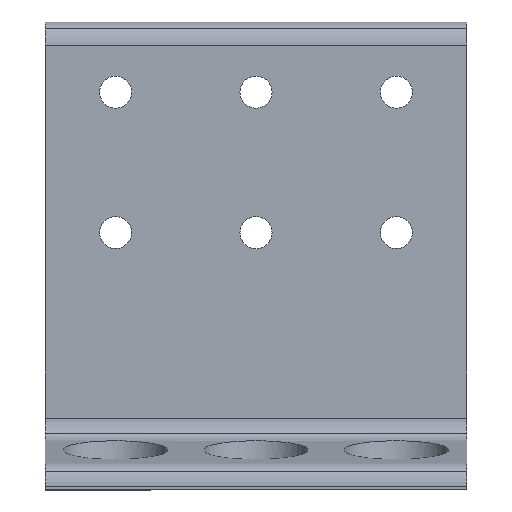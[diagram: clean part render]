
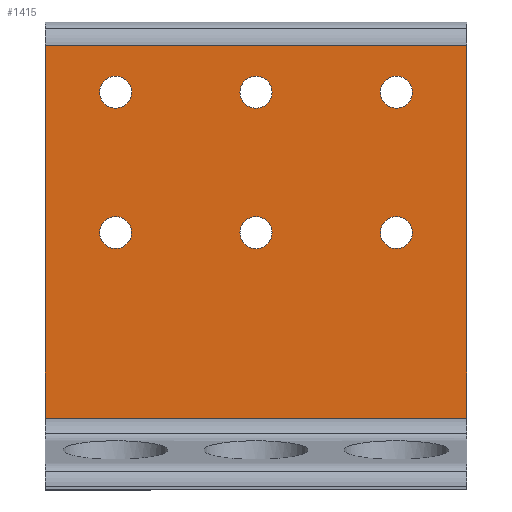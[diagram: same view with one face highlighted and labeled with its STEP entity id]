
A CAD part, front view. The second image highlights one B-rep face of the part: STEP entity #1415.
In plain terms, the highlighted planar face has unit normal (0, -1, 0).
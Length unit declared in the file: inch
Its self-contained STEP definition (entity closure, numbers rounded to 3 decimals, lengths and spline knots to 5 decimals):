
#187=CARTESIAN_POINT('',(4.5,-0.25,0.76835));
#188=VERTEX_POINT('',#187);
#196=CARTESIAN_POINT('',(0.0,-0.25,0.76835));
#197=VERTEX_POINT('',#196);
#198=CARTESIAN_POINT('',(4.5,-0.25,0.76835));
#199=DIRECTION('',(-1.0,0.0,0.0));
#200=VECTOR('',#199,4.5);
#201=LINE('',#198,#200);
#202=EDGE_CURVE('',#188,#197,#201,.T.);
#261=CARTESIAN_POINT('',(3.921,-0.25,4.25));
#262=VERTEX_POINT('',#261);
#271=CARTESIAN_POINT('',(3.579,-0.25,4.25));
#272=VERTEX_POINT('',#271);
#273=CARTESIAN_POINT('',(3.75,-0.25,4.25));
#274=DIRECTION('',(0.0,1.0,0.0));
#275=DIRECTION('',(1.0,0.0,0.0));
#276=AXIS2_PLACEMENT_3D('',#273,#274,#275);
#277=CIRCLE('',#276,0.171);
#278=EDGE_CURVE('',#272,#262,#277,.T.);
#303=CARTESIAN_POINT('',(2.421,-0.25,4.25));
#304=VERTEX_POINT('',#303);
#313=CARTESIAN_POINT('',(2.079,-0.25,4.25));
#314=VERTEX_POINT('',#313);
#315=CARTESIAN_POINT('',(2.25,-0.25,4.25));
#316=DIRECTION('',(0.0,1.0,0.0));
#317=DIRECTION('',(1.0,0.0,0.0));
#318=AXIS2_PLACEMENT_3D('',#315,#316,#317);
#319=CIRCLE('',#318,0.171);
#320=EDGE_CURVE('',#314,#304,#319,.T.);
#345=CARTESIAN_POINT('',(3.921,-0.25,2.75));
#346=VERTEX_POINT('',#345);
#355=CARTESIAN_POINT('',(3.579,-0.25,2.75));
#356=VERTEX_POINT('',#355);
#357=CARTESIAN_POINT('',(3.75,-0.25,2.75));
#358=DIRECTION('',(0.0,1.0,0.0));
#359=DIRECTION('',(1.0,0.0,0.0));
#360=AXIS2_PLACEMENT_3D('',#357,#358,#359);
#361=CIRCLE('',#360,0.171);
#362=EDGE_CURVE('',#356,#346,#361,.T.);
#387=CARTESIAN_POINT('',(2.421,-0.25,2.75));
#388=VERTEX_POINT('',#387);
#397=CARTESIAN_POINT('',(2.079,-0.25,2.75));
#398=VERTEX_POINT('',#397);
#399=CARTESIAN_POINT('',(2.25,-0.25,2.75));
#400=DIRECTION('',(0.0,1.0,0.0));
#401=DIRECTION('',(1.0,0.0,0.0));
#402=AXIS2_PLACEMENT_3D('',#399,#400,#401);
#403=CIRCLE('',#402,0.171);
#404=EDGE_CURVE('',#398,#388,#403,.T.);
#429=CARTESIAN_POINT('',(0.921,-0.25,2.75));
#430=VERTEX_POINT('',#429);
#439=CARTESIAN_POINT('',(0.579,-0.25,2.75));
#440=VERTEX_POINT('',#439);
#441=CARTESIAN_POINT('',(0.75,-0.25,2.75));
#442=DIRECTION('',(0.0,1.0,0.0));
#443=DIRECTION('',(1.0,0.0,0.0));
#444=AXIS2_PLACEMENT_3D('',#441,#442,#443);
#445=CIRCLE('',#444,0.171);
#446=EDGE_CURVE('',#440,#430,#445,.T.);
#471=CARTESIAN_POINT('',(0.921,-0.25,4.25));
#472=VERTEX_POINT('',#471);
#481=CARTESIAN_POINT('',(0.579,-0.25,4.25));
#482=VERTEX_POINT('',#481);
#483=CARTESIAN_POINT('',(0.75,-0.25,4.25));
#484=DIRECTION('',(0.0,1.0,0.0));
#485=DIRECTION('',(1.0,0.0,0.0));
#486=AXIS2_PLACEMENT_3D('',#483,#484,#485);
#487=CIRCLE('',#486,0.171);
#488=EDGE_CURVE('',#482,#472,#487,.T.);
#1020=CARTESIAN_POINT('',(0.75,-0.25,4.25));
#1021=DIRECTION('',(0.0,1.0,0.0));
#1022=DIRECTION('',(1.0,0.0,0.0));
#1023=AXIS2_PLACEMENT_3D('',#1020,#1021,#1022);
#1024=CIRCLE('',#1023,0.171);
#1025=EDGE_CURVE('',#472,#482,#1024,.T.);
#1044=CARTESIAN_POINT('',(0.75,-0.25,2.75));
#1045=DIRECTION('',(0.0,1.0,0.0));
#1046=DIRECTION('',(1.0,0.0,0.0));
#1047=AXIS2_PLACEMENT_3D('',#1044,#1045,#1046);
#1048=CIRCLE('',#1047,0.171);
#1049=EDGE_CURVE('',#430,#440,#1048,.T.);
#1068=CARTESIAN_POINT('',(2.25,-0.25,2.75));
#1069=DIRECTION('',(0.0,1.0,0.0));
#1070=DIRECTION('',(1.0,0.0,0.0));
#1071=AXIS2_PLACEMENT_3D('',#1068,#1069,#1070);
#1072=CIRCLE('',#1071,0.171);
#1073=EDGE_CURVE('',#388,#398,#1072,.T.);
#1092=CARTESIAN_POINT('',(3.75,-0.25,2.75));
#1093=DIRECTION('',(0.0,1.0,0.0));
#1094=DIRECTION('',(1.0,0.0,0.0));
#1095=AXIS2_PLACEMENT_3D('',#1092,#1093,#1094);
#1096=CIRCLE('',#1095,0.171);
#1097=EDGE_CURVE('',#346,#356,#1096,.T.);
#1116=CARTESIAN_POINT('',(2.25,-0.25,4.25));
#1117=DIRECTION('',(0.0,1.0,0.0));
#1118=DIRECTION('',(1.0,0.0,0.0));
#1119=AXIS2_PLACEMENT_3D('',#1116,#1117,#1118);
#1120=CIRCLE('',#1119,0.171);
#1121=EDGE_CURVE('',#304,#314,#1120,.T.);
#1140=CARTESIAN_POINT('',(3.75,-0.25,4.25));
#1141=DIRECTION('',(0.0,1.0,0.0));
#1142=DIRECTION('',(1.0,0.0,0.0));
#1143=AXIS2_PLACEMENT_3D('',#1140,#1141,#1142);
#1144=CIRCLE('',#1143,0.171);
#1145=EDGE_CURVE('',#262,#272,#1144,.T.);
#1343=CARTESIAN_POINT('',(0.,-0.25,4.75));
#1344=VERTEX_POINT('',#1343);
#1352=CARTESIAN_POINT('',(4.5,-0.25,4.75));
#1353=VERTEX_POINT('',#1352);
#1354=CARTESIAN_POINT('',(4.5,-0.25,4.75));
#1355=DIRECTION('',(-1.0,0.0,0.0));
#1356=VECTOR('',#1355,4.5);
#1357=LINE('',#1354,#1356);
#1358=EDGE_CURVE('',#1353,#1344,#1357,.T.);
#1370=CARTESIAN_POINT('',(4.5,-0.25,4.75));
#1371=DIRECTION('',(0.0,-1.0,0.0));
#1372=DIRECTION('',(0.0,0.0,-1.0));
#1373=AXIS2_PLACEMENT_3D('',#1370,#1371,#1372);
#1374=PLANE('',#1373);
#1375=CARTESIAN_POINT('',(0.,-0.25,4.75));
#1376=DIRECTION('',(0.0,0.0,-1.0));
#1377=VECTOR('',#1376,3.98165);
#1378=LINE('',#1375,#1377);
#1379=EDGE_CURVE('',#1344,#197,#1378,.T.);
#1380=ORIENTED_EDGE('',*,*,#1379,.T.);
#1381=ORIENTED_EDGE('',*,*,#202,.F.);
#1382=CARTESIAN_POINT('',(4.5,-0.25,0.76835));
#1383=DIRECTION('',(0.0,0.0,1.0));
#1384=VECTOR('',#1383,3.98165);
#1385=LINE('',#1382,#1384);
#1386=EDGE_CURVE('',#188,#1353,#1385,.T.);
#1387=ORIENTED_EDGE('',*,*,#1386,.T.);
#1388=ORIENTED_EDGE('',*,*,#1358,.T.);
#1389=EDGE_LOOP('',(#1380,#1381,#1387,#1388));
#1390=FACE_OUTER_BOUND('',#1389,.T.);
#1391=ORIENTED_EDGE('',*,*,#1025,.T.);
#1392=ORIENTED_EDGE('',*,*,#488,.T.);
#1393=EDGE_LOOP('',(#1391,#1392));
#1394=FACE_BOUND('',#1393,.T.);
#1395=ORIENTED_EDGE('',*,*,#1049,.T.);
#1396=ORIENTED_EDGE('',*,*,#446,.T.);
#1397=EDGE_LOOP('',(#1395,#1396));
#1398=FACE_BOUND('',#1397,.T.);
#1399=ORIENTED_EDGE('',*,*,#1073,.T.);
#1400=ORIENTED_EDGE('',*,*,#404,.T.);
#1401=EDGE_LOOP('',(#1399,#1400));
#1402=FACE_BOUND('',#1401,.T.);
#1403=ORIENTED_EDGE('',*,*,#1097,.T.);
#1404=ORIENTED_EDGE('',*,*,#362,.T.);
#1405=EDGE_LOOP('',(#1403,#1404));
#1406=FACE_BOUND('',#1405,.T.);
#1407=ORIENTED_EDGE('',*,*,#1121,.T.);
#1408=ORIENTED_EDGE('',*,*,#320,.T.);
#1409=EDGE_LOOP('',(#1407,#1408));
#1410=FACE_BOUND('',#1409,.T.);
#1411=ORIENTED_EDGE('',*,*,#1145,.T.);
#1412=ORIENTED_EDGE('',*,*,#278,.T.);
#1413=EDGE_LOOP('',(#1411,#1412));
#1414=FACE_BOUND('',#1413,.T.);
#1415=ADVANCED_FACE('',(#1390,#1394,#1398,#1402,#1406,#1410,#1414),#1374,.T.);
